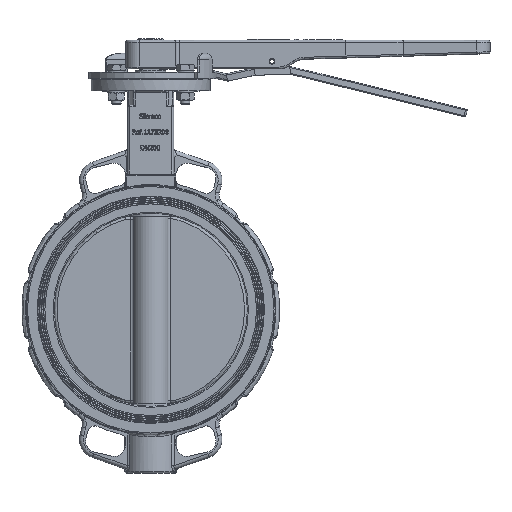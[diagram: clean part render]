
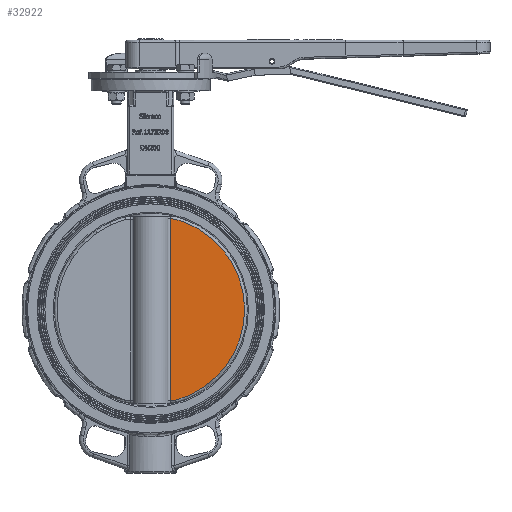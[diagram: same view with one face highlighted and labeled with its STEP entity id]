
A CAD part, top view. The second image highlights one B-rep face of the part: STEP entity #32922.
In plain terms, the highlighted planar face has unit normal (0, 0, 1).
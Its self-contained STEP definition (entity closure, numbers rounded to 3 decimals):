
#315=LINE('',#44054,#2794);
#316=LINE('',#44113,#2795);
#2794=VECTOR('',#36986,190.647);
#2795=VECTOR('',#36997,5.483);
#7857=FACE_OUTER_BOUND('',#9753,.T.);
#9753=EDGE_LOOP('',(#20675,#20676,#20677));
#11810=CIRCLE('',#34831,98.2);
#12646=VERTEX_POINT('',#44018);
#12648=VERTEX_POINT('',#44052);
#12650=VERTEX_POINT('',#44089);
#15785=EDGE_CURVE('',#12646,#12648,#315,.T.);
#15788=EDGE_CURVE('',#12648,#12650,#11810,.T.);
#15793=EDGE_CURVE('',#12650,#12646,#316,.T.);
#20675=ORIENTED_EDGE('',*,*,#15785,.F.);
#20676=ORIENTED_EDGE('',*,*,#15793,.F.);
#20677=ORIENTED_EDGE('',*,*,#15788,.F.);
#30249=PLANE('',#34834);
#32922=ADVANCED_FACE('',(#7857),#30249,.T.);
#34831=AXIS2_PLACEMENT_3D('',#44090,#36989,#36990);
#34834=AXIS2_PLACEMENT_3D('',#44112,#36995,#36996);
#36986=DIRECTION('',(0.,1.,0.));
#36989=DIRECTION('center_axis',(0.,0.,-1.));
#36990=DIRECTION('ref_axis',(1.,0.,0.));
#36995=DIRECTION('center_axis',(0.,0.,1.));
#36996=DIRECTION('ref_axis',(-1.,0.,0.));
#36997=DIRECTION('',(-1.,0.,0.));
#44018=CARTESIAN_POINT('',(20.682,-94.65,4.5));
#44052=CARTESIAN_POINT('',(20.682,95.997,4.5));
#44054=CARTESIAN_POINT('',(20.682,0.,4.5));
#44089=CARTESIAN_POINT('',(26.165,-94.65,4.5));
#44090=CARTESIAN_POINT('Origin',(0.,0.,4.5));
#44112=CARTESIAN_POINT('Origin',(0.,0.,
4.5));
#44113=CARTESIAN_POINT('',(0.,-94.65,4.5));
